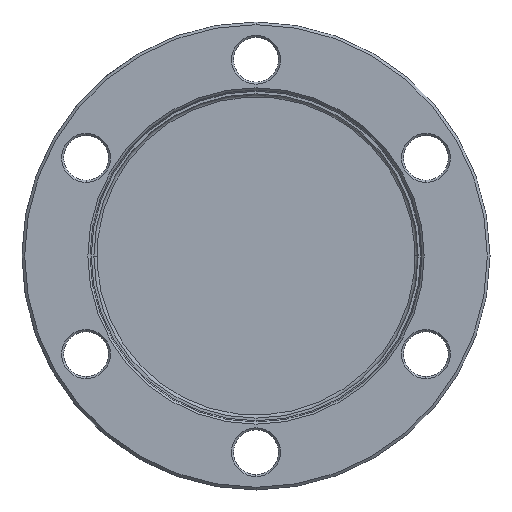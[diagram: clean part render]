
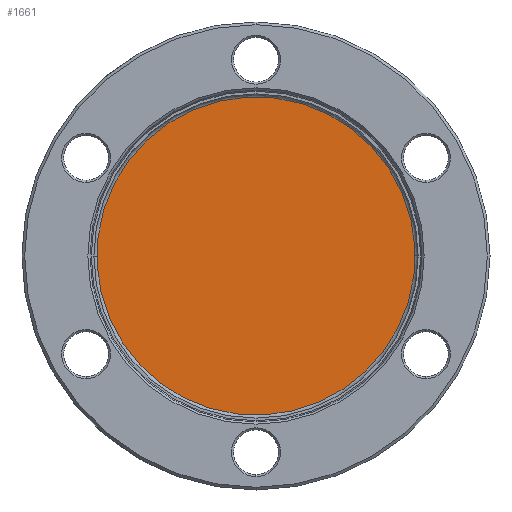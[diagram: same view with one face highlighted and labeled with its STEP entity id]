
A CAD part, front view. The second image highlights one B-rep face of the part: STEP entity #1661.
In plain terms, the highlighted face is planar.
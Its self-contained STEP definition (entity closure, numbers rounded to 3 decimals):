
#54 = CARTESIAN_POINT ( 'NONE',  ( 0., 2.6, 0. ) ) ;
#55 = DIRECTION ( 'NONE',  ( 0., 1., 0. ) ) ;
#56 = DIRECTION ( 'NONE',  ( 0., 0., 1. ) ) ;
#101 = CARTESIAN_POINT ( 'NONE',  ( 0., 2.6, 0. ) ) ;
#102 = DIRECTION ( 'NONE',  ( 0., 1., 0. ) ) ;
#103 = DIRECTION ( 'NONE',  ( 0., 0., 1. ) ) ;
#463 = FACE_OUTER_BOUND ( 'NONE', #2803, .T. ) ;
#464 = PLANE ( 'NONE',  #2499 ) ;
#474 = CARTESIAN_POINT ( 'NONE',  ( 0., 2.6, 0. ) ) ;
#475 = DIRECTION ( 'NONE',  ( 0., 1., 0. ) ) ;
#476 = DIRECTION ( 'NONE',  ( 0., 0., 1. ) ) ;
#1128 = CARTESIAN_POINT ( 'NONE',  ( 0., 2.6, -23.8 ) ) ;
#1206 = CARTESIAN_POINT ( 'NONE',  ( 0., 2.6, 23.8 ) ) ;
#1545 = EDGE_CURVE ( 'NONE', #2662, #3107, #2338, .T. ) ;
#1560 = EDGE_CURVE ( 'NONE', #3107, #2662, #2339, .T. ) ;
#1661 = ADVANCED_FACE ( 'NONE', ( #463 ), #464, .T. ) ;
#2314 = AXIS2_PLACEMENT_3D ( 'NONE', #101, #102, #103 ) ;
#2328 = AXIS2_PLACEMENT_3D ( 'NONE', #54, #55, #56 ) ;
#2338 = CIRCLE ( 'NONE', #2328, 23.8 ) ;
#2339 = CIRCLE ( 'NONE', #2314, 23.8 ) ;
#2499 = AXIS2_PLACEMENT_3D ( 'NONE', #474, #475, #476 ) ;
#2662 = VERTEX_POINT ( 'NONE', #1128 ) ;
#2775 = ORIENTED_EDGE ( 'NONE', *, *, #1560, .T. ) ;
#2803 = EDGE_LOOP ( 'NONE', ( #2820, #2775 ) ) ;
#2820 = ORIENTED_EDGE ( 'NONE', *, *, #1545, .T. ) ;
#3107 = VERTEX_POINT ( 'NONE', #1206 ) ;
